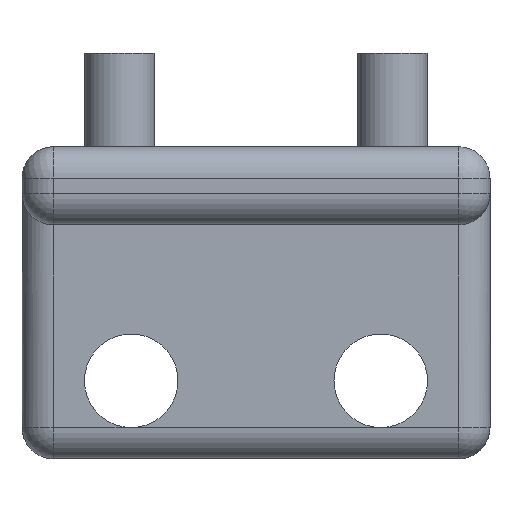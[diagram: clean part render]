
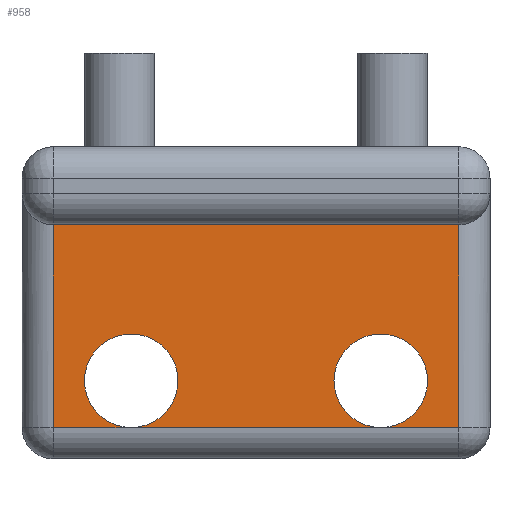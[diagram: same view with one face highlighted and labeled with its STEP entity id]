
A CAD part, front view. The second image highlights one B-rep face of the part: STEP entity #958.
In plain terms, the highlighted planar face has unit normal (0, -1, 0).
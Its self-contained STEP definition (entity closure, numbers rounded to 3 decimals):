
#51=PLANE('',#1085);
#108=FACE_OUTER_BOUND('',#179,.T.);
#179=EDGE_LOOP('',(#824,#825,#826,#827,#828,#829,#830,#831,#832,#833));
#223=LINE('',#1567,#302);
#236=LINE('',#1597,#315);
#237=LINE('',#1599,#316);
#238=LINE('',#1600,#317);
#242=LINE('',#1606,#321);
#249=LINE('',#1618,#328);
#302=VECTOR('',#1275,10.);
#315=VECTOR('',#1312,10.);
#316=VECTOR('',#1313,10.);
#317=VECTOR('',#1314,10.);
#321=VECTOR('',#1322,10.);
#328=VECTOR('',#1335,10.);
#395=CIRCLE('',#1078,3.);
#396=CIRCLE('',#1079,3.);
#399=CIRCLE('',#1083,3.);
#400=CIRCLE('',#1084,3.);
#441=VERTEX_POINT('',#1519);
#450=VERTEX_POINT('',#1543);
#454=VERTEX_POINT('',#1554);
#458=VERTEX_POINT('',#1566);
#463=VERTEX_POINT('',#1596);
#464=VERTEX_POINT('',#1598);
#476=VERTEX_POINT('',#1643);
#478=VERTEX_POINT('',#1651);
#557=EDGE_CURVE('',#458,#450,#223,.T.);
#574=EDGE_CURVE('',#450,#463,#236,.T.);
#575=EDGE_CURVE('',#463,#464,#237,.T.);
#576=EDGE_CURVE('',#464,#441,#238,.T.);
#580=EDGE_CURVE('',#441,#454,#242,.T.);
#587=EDGE_CURVE('',#454,#458,#249,.T.);
#599=EDGE_CURVE('',#464,#476,#395,.T.);
#600=EDGE_CURVE('',#476,#464,#396,.T.);
#604=EDGE_CURVE('',#463,#478,#399,.T.);
#605=EDGE_CURVE('',#478,#463,#400,.T.);
#824=ORIENTED_EDGE('',*,*,#557,.F.);
#825=ORIENTED_EDGE('',*,*,#587,.F.);
#826=ORIENTED_EDGE('',*,*,#580,.F.);
#827=ORIENTED_EDGE('',*,*,#576,.F.);
#828=ORIENTED_EDGE('',*,*,#599,.T.);
#829=ORIENTED_EDGE('',*,*,#600,.T.);
#830=ORIENTED_EDGE('',*,*,#575,.F.);
#831=ORIENTED_EDGE('',*,*,#604,.T.);
#832=ORIENTED_EDGE('',*,*,#605,.T.);
#833=ORIENTED_EDGE('',*,*,#574,.F.);
#958=ADVANCED_FACE('',(#108),#51,.T.);
#1078=AXIS2_PLACEMENT_3D('',#1645,#1359,#1360);
#1079=AXIS2_PLACEMENT_3D('',#1646,#1361,#1362);
#1083=AXIS2_PLACEMENT_3D('',#1653,#1370,#1371);
#1084=AXIS2_PLACEMENT_3D('',#1654,#1372,#1373);
#1085=AXIS2_PLACEMENT_3D('',#1655,#1374,#1375);
#1275=DIRECTION('',(0.,0.,-1.));
#1312=DIRECTION('',(-1.,0.,0.));
#1313=DIRECTION('',(-1.,0.,0.));
#1314=DIRECTION('',(-1.,0.,0.));
#1322=DIRECTION('',(0.,0.,1.));
#1335=DIRECTION('',(1.,0.,0.));
#1359=DIRECTION('center_axis',(0.,1.,0.));
#1360=DIRECTION('ref_axis',(-1.,0.,0.));
#1361=DIRECTION('center_axis',(0.,1.,0.));
#1362=DIRECTION('ref_axis',(-1.,0.,0.));
#1370=DIRECTION('center_axis',(0.,1.,0.));
#1371=DIRECTION('ref_axis',(-1.,0.,0.));
#1372=DIRECTION('center_axis',(0.,1.,0.));
#1373=DIRECTION('ref_axis',(-1.,0.,0.));
#1374=DIRECTION('center_axis',(0.,-1.,0.));
#1375=DIRECTION('ref_axis',(-1.,0.,0.));
#1519=CARTESIAN_POINT('',(-13.,31.5,-13.));
#1543=CARTESIAN_POINT('',(13.,31.5,-13.));
#1554=CARTESIAN_POINT('',(-13.,31.5,0.));
#1566=CARTESIAN_POINT('',(13.,31.5,0.));
#1567=CARTESIAN_POINT('',(13.,31.5,0.));
#1596=CARTESIAN_POINT('',(8.,31.5,-13.));
#1597=CARTESIAN_POINT('',(7.5,31.5,-13.));
#1598=CARTESIAN_POINT('',(-8.,31.5,-13.));
#1599=CARTESIAN_POINT('',(7.5,31.5,-13.));
#1600=CARTESIAN_POINT('',(7.5,31.5,-13.));
#1606=CARTESIAN_POINT('',(-13.,31.5,0.));
#1618=CARTESIAN_POINT('',(7.5,31.5,0.));
#1643=CARTESIAN_POINT('',(-5.,31.5,-10.));
#1645=CARTESIAN_POINT('Origin',(-8.,31.5,-10.));
#1646=CARTESIAN_POINT('Origin',(-8.,31.5,-10.));
#1651=CARTESIAN_POINT('',(11.,31.5,-10.));
#1653=CARTESIAN_POINT('Origin',(8.,31.5,-10.));
#1654=CARTESIAN_POINT('Origin',(8.,31.5,-10.));
#1655=CARTESIAN_POINT('Origin',(15.,31.5,0.));
